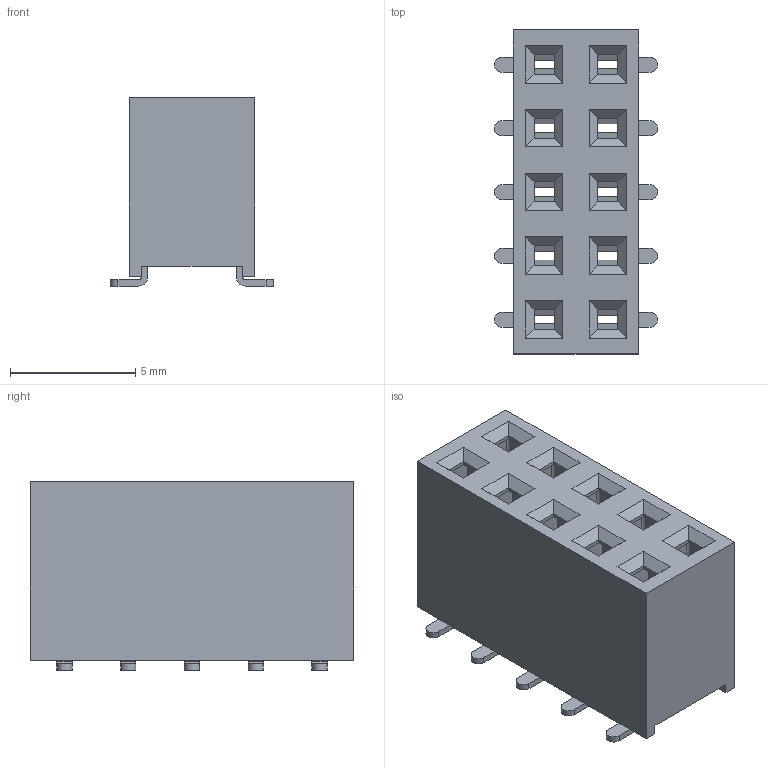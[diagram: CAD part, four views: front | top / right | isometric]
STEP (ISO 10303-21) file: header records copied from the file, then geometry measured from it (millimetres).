
FILE_DESCRIPTION(('STEP AP242'),'1');
FILE_NAME('m20-7870546.stp','2024-09-19T13:51:02',('TraceParts'),('TraceParts S.A.'),'Spatial InterOp 3D',' ',' ');
FILE_SCHEMA(('AP242_MANAGED_MODEL_BASED_3D_ENGINEERING_MIM_LF {1 0 10303 442 1 1 4}'));
Length unit declared in the file: millimetre
Products named in the file (1): m20-7870546_1
Bounding box: 6.5 x 12.9 x 7.5 mm (x, y, z)
Volume: 346 mm3; surface area: 1288.1 mm2
Topology: 11 solids, 11 shells, 830 faces, 2404 edges, 1556 vertices
Faces by surface type: plane 540, cylinder 290
Entity records: 27392 total; most frequent: ORIENTED_EDGE 4808, CARTESIAN_POINT 4801, DIRECTION 4666, EDGE_CURVE 2404, LINE 1824, VECTOR 1824, VERTEX_POINT 1556, AXIS2_PLACEMENT_3D 1421
